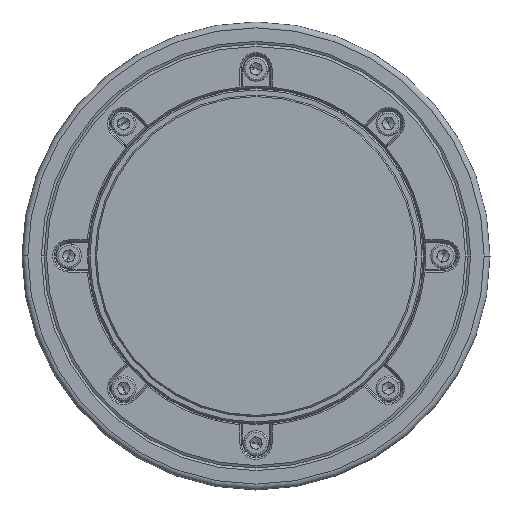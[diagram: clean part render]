
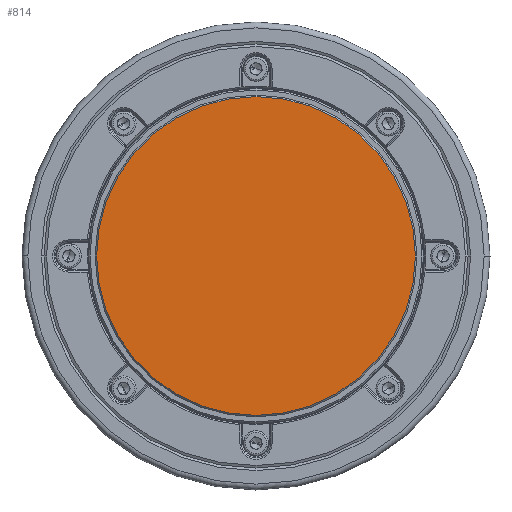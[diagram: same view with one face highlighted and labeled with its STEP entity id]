
A CAD part, left-side view. The second image highlights one B-rep face of the part: STEP entity #814.
In plain terms, the highlighted planar face has unit normal (-1, 0, 0).
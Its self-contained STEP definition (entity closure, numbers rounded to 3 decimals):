
#177 = CIRCLE ( 'NONE', #11239, 54.5 ) ;
#814 = ADVANCED_FACE ( 'NONE', ( #17267 ), #5852, .T. ) ;
#3105 = VERTEX_POINT ( 'NONE', #20571 ) ;
#4565 = DIRECTION ( 'NONE',  ( 1., 0., 0. ) ) ;
#4791 = ORIENTED_EDGE ( 'NONE', *, *, #19801, .F. ) ;
#5486 = AXIS2_PLACEMENT_3D ( 'NONE', #14150, #7790, #18998 ) ;
#5852 = PLANE ( 'NONE',  #5486 ) ;
#6398 = DIRECTION ( 'NONE',  ( 0., 0., -1. ) ) ;
#7617 = VERTEX_POINT ( 'NONE', #14173 ) ;
#7790 = DIRECTION ( 'NONE',  ( -1., 0., 0. ) ) ;
#9808 = CIRCLE ( 'NONE', #16686, 54.5 ) ;
#10771 = DIRECTION ( 'NONE',  ( 0., 0., -1. ) ) ;
#11072 = EDGE_LOOP ( 'NONE', ( #16562, #4791 ) ) ;
#11239 = AXIS2_PLACEMENT_3D ( 'NONE', #16215, #4565, #6398 ) ;
#12495 = DIRECTION ( 'NONE',  ( 1., 0., 0. ) ) ;
#14150 = CARTESIAN_POINT ( 'NONE',  ( 0., 0., 0. ) ) ;
#14173 = CARTESIAN_POINT ( 'NONE',  ( 0., 0., -54.5 ) ) ;
#15932 = EDGE_CURVE ( 'NONE', #7617, #3105, #9808, .T. ) ;
#16215 = CARTESIAN_POINT ( 'NONE',  ( 0., 0., 0. ) ) ;
#16562 = ORIENTED_EDGE ( 'NONE', *, *, #15932, .F. ) ;
#16686 = AXIS2_PLACEMENT_3D ( 'NONE', #18861, #12495, #10771 ) ;
#17267 = FACE_OUTER_BOUND ( 'NONE', #11072, .T. ) ;
#18861 = CARTESIAN_POINT ( 'NONE',  ( 0., 0., 0. ) ) ;
#18998 = DIRECTION ( 'NONE',  ( 0., 0., 1. ) ) ;
#19801 = EDGE_CURVE ( 'NONE', #3105, #7617, #177, .T. ) ;
#20571 = CARTESIAN_POINT ( 'NONE',  ( 0., 0., 54.5 ) ) ;
